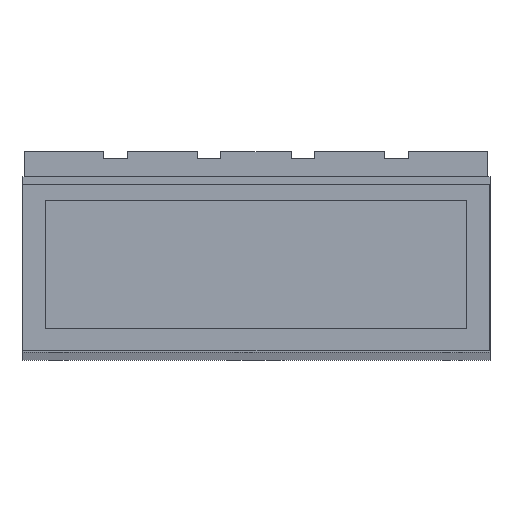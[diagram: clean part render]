
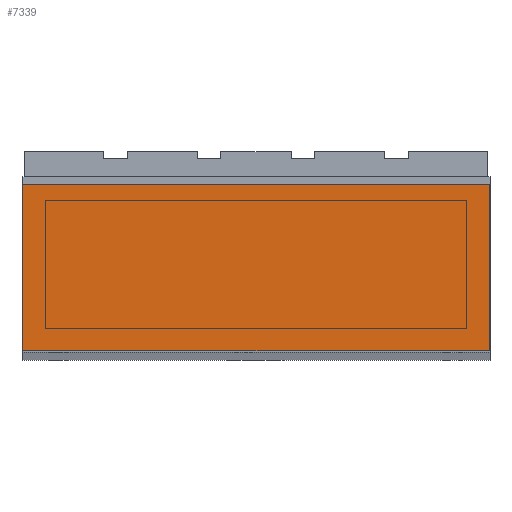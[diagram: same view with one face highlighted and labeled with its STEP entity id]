
A CAD part, top view. The second image highlights one B-rep face of the part: STEP entity #7339.
In plain terms, the highlighted planar face has unit normal (0, 0, 1).
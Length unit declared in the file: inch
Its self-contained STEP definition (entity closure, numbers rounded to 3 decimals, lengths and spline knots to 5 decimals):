
#7 = EDGE_CURVE ( 'NONE', #12539, #4953, #7084, .T. ) ;
#164 = LINE ( 'NONE', #426, #2290 ) ;
#374 = CARTESIAN_POINT ( 'NONE',  ( 1.96, 1.40748, 19.68131 ) ) ;
#426 = CARTESIAN_POINT ( 'NONE',  ( 1.96, 1.40748, 19.68131 ) ) ;
#529 = ORIENTED_EDGE ( 'NONE', *, *, #7, .F. ) ;
#969 = CARTESIAN_POINT ( 'NONE',  ( 1.96, 1.40748, 19.68131 ) ) ;
#1202 = CARTESIAN_POINT ( 'NONE',  ( -1.96, 0.01248, 19.68131 ) ) ;
#2034 = FACE_OUTER_BOUND ( 'NONE', #4979, .T. ) ;
#2290 = VECTOR ( 'NONE', #7315, 39.37008 ) ;
#2700 = DIRECTION ( 'NONE',  ( 0., 1., 0. ) ) ;
#2831 = CARTESIAN_POINT ( 'NONE',  ( -1.96, 1.40748, 19.68131 ) ) ;
#2844 = EDGE_CURVE ( 'NONE', #12005, #12539, #12291, .T. ) ;
#4505 = VECTOR ( 'NONE', #2700, 39.37008 ) ;
#4953 = VERTEX_POINT ( 'NONE', #1202 ) ;
#4979 = EDGE_LOOP ( 'NONE', ( #7858, #10664, #9213, #529 ) ) ;
#5844 = EDGE_CURVE ( 'NONE', #4953, #8036, #11794, .T. ) ;
#6034 = PLANE ( 'NONE',  #6505 ) ;
#6505 = AXIS2_PLACEMENT_3D ( 'NONE', #374, #9386, #11508 ) ;
#6624 = CARTESIAN_POINT ( 'NONE',  ( -1.96, 0.01248, 19.68131 ) ) ;
#7078 = CARTESIAN_POINT ( 'NONE',  ( 1.96, 0.01248, 19.68131 ) ) ;
#7084 = LINE ( 'NONE', #9073, #10801 ) ;
#7315 = DIRECTION ( 'NONE',  ( 1., 0., 0. ) ) ;
#7339 = ADVANCED_FACE ( 'NONE', ( #2034 ), #6034, .T. ) ;
#7667 = EDGE_CURVE ( 'NONE', #8036, #12005, #164, .T. ) ;
#7858 = ORIENTED_EDGE ( 'NONE', *, *, #2844, .F. ) ;
#8036 = VERTEX_POINT ( 'NONE', #2831 ) ;
#8949 = DIRECTION ( 'NONE',  ( -1., 0., 0. ) ) ;
#9073 = CARTESIAN_POINT ( 'NONE',  ( 1.96, 0.01248, 19.68131 ) ) ;
#9213 = ORIENTED_EDGE ( 'NONE', *, *, #5844, .F. ) ;
#9305 = VECTOR ( 'NONE', #10055, 39.37008 ) ;
#9386 = DIRECTION ( 'NONE',  ( 0., 0., 1. ) ) ;
#10055 = DIRECTION ( 'NONE',  ( 0., -1., 0. ) ) ;
#10664 = ORIENTED_EDGE ( 'NONE', *, *, #7667, .F. ) ;
#10801 = VECTOR ( 'NONE', #8949, 39.37008 ) ;
#11508 = DIRECTION ( 'NONE',  ( 1., 0., 0. ) ) ;
#11794 = LINE ( 'NONE', #6624, #4505 ) ;
#12005 = VERTEX_POINT ( 'NONE', #969 ) ;
#12291 = LINE ( 'NONE', #7078, #9305 ) ;
#12539 = VERTEX_POINT ( 'NONE', #12616 ) ;
#12616 = CARTESIAN_POINT ( 'NONE',  ( 1.96, 0.01248, 19.68131 ) ) ;
